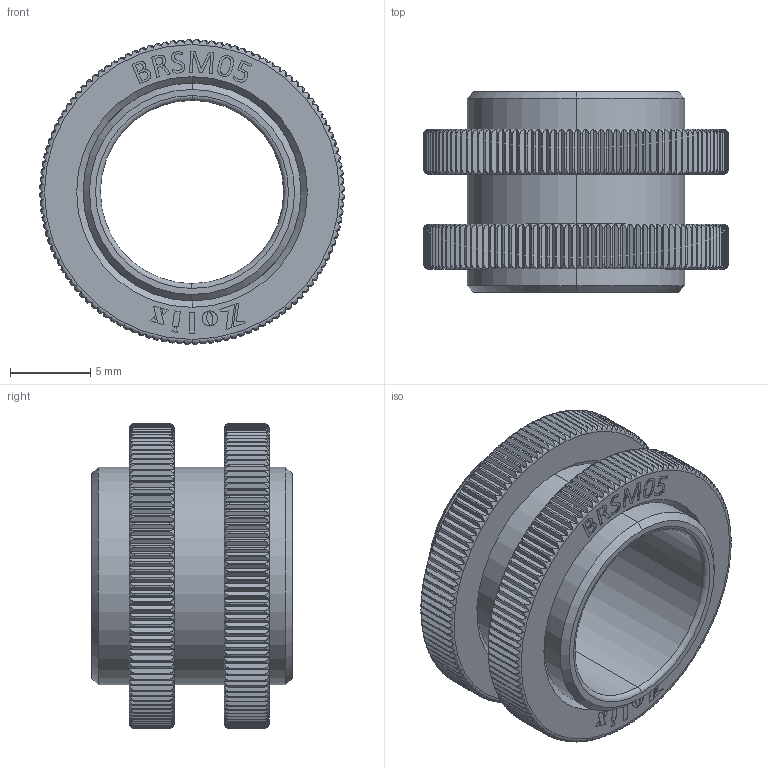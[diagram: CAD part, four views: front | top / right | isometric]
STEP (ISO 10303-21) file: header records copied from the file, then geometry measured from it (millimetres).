
FILE_DESCRIPTION (( 'STEP AP203' ), '1' );
FILE_NAME ('LTASM05-12.5L.STEP', '2025-09-03T03:45:16', ( '' ), ( '' ), 'SwSTEP 2.0', 'SolidWorks 2020', '' );
FILE_SCHEMA (( 'CONFIG_CONTROL_DESIGN' ));
Length unit declared in the file: millimetre
Products named in the file (1): LTASM05-12.5L
Bounding box: 19 x 12.5 x 19 mm (x, y, z)
Volume: 1254.6 mm3; surface area: 2195.2 mm2
Topology: 3 solids, 3 shells, 1328 faces, 3822 edges, 2540 vertices
Faces by surface type: plane 922, cylinder 248, bspline 134, torus 12, cone 12
Entity records: 58319 total; most frequent: CARTESIAN_POINT 25697, ORIENTED_EDGE 7644, DIRECTION 5516, EDGE_CURVE 3822, VERTEX_POINT 2540, VECTOR 2062, LINE 2062, AXIS2_PLACEMENT_3D 1727
